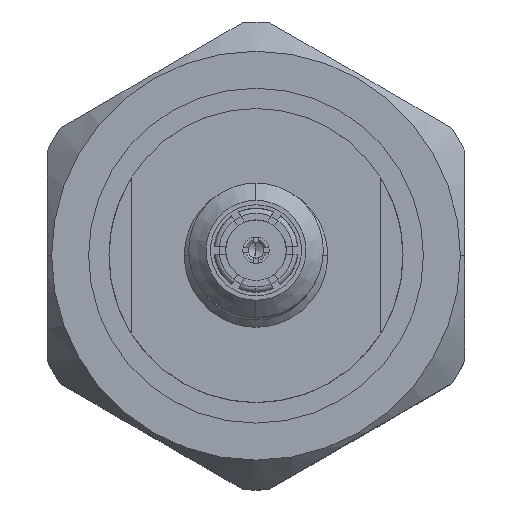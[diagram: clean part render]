
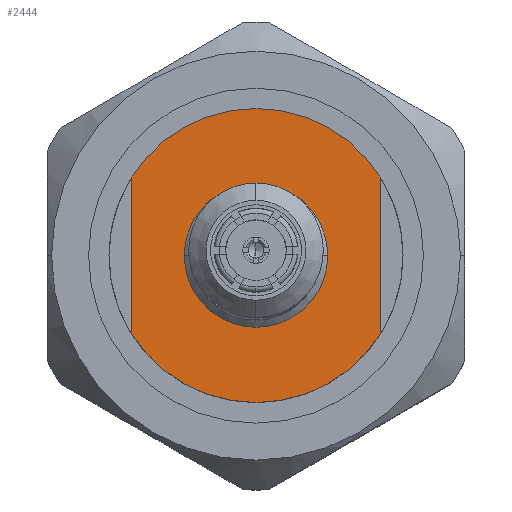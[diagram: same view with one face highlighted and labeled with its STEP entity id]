
A CAD part, top view. The second image highlights one B-rep face of the part: STEP entity #2444.
In plain terms, the highlighted face is planar.
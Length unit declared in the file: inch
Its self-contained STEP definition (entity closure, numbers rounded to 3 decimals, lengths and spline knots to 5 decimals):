
#169 = DIRECTION ( 'NONE',  ( 0., 1., 0. ) ) ;
#182 = CIRCLE ( 'NONE', #2213, 0.05368 ) ;
#257 = EDGE_CURVE ( 'NONE', #6107, #1036, #5389, .T. ) ;
#475 = CARTESIAN_POINT ( 'NONE',  ( 0.42, 0., 0. ) ) ;
#562 = CARTESIAN_POINT ( 'NONE',  ( 0.42, 0.11, -0.0935 ) ) ;
#601 = DIRECTION ( 'NONE',  ( -1., 0., 0. ) ) ;
#746 = VECTOR ( 'NONE', #169, 39.37008 ) ;
#1036 = VERTEX_POINT ( 'NONE', #4348 ) ;
#1089 = ORIENTED_EDGE ( 'NONE', *, *, #4169, .T. ) ;
#1144 = DIRECTION ( 'NONE',  ( 0., -1., 0. ) ) ;
#1308 = EDGE_CURVE ( 'NONE', #8105, #6107, #1412, .T. ) ;
#1412 = CIRCLE ( 'NONE', #1702, 0.11 ) ;
#1442 = CARTESIAN_POINT ( 'NONE',  ( 0.42, 0., 0. ) ) ;
#1702 = AXIS2_PLACEMENT_3D ( 'NONE', #4739, #5377, #4117 ) ;
#1898 = ORIENTED_EDGE ( 'NONE', *, *, #4613, .F. ) ;
#2050 = PLANE ( 'NONE',  #7234 ) ;
#2213 = AXIS2_PLACEMENT_3D ( 'NONE', #2799, #7722, #3484 ) ;
#2298 = VERTEX_POINT ( 'NONE', #5648 ) ;
#2351 = CARTESIAN_POINT ( 'NONE',  ( 0.42, -0.05795, 0.0935 ) ) ;
#2444 = ADVANCED_FACE ( 'NONE', ( #6172, #2705 ), #2050, .F. ) ;
#2535 = DIRECTION ( 'NONE',  ( 0., 0., 1. ) ) ;
#2642 = DIRECTION ( 'NONE',  ( -1., 0., 0. ) ) ;
#2705 = FACE_OUTER_BOUND ( 'NONE', #6445, .T. ) ;
#2719 = DIRECTION ( 'NONE',  ( -1., 0., 0. ) ) ;
#2799 = CARTESIAN_POINT ( 'NONE',  ( 0.42, 0., 0. ) ) ;
#2807 = CARTESIAN_POINT ( 'NONE',  ( 0.42, 0.05795, -0.0935 ) ) ;
#2918 = EDGE_LOOP ( 'NONE', ( #1089, #4734 ) ) ;
#3111 = ORIENTED_EDGE ( 'NONE', *, *, #257, .F. ) ;
#3167 = ORIENTED_EDGE ( 'NONE', *, *, #1308, .F. ) ;
#3484 = DIRECTION ( 'NONE',  ( 0., 0., 1. ) ) ;
#3666 = CARTESIAN_POINT ( 'NONE',  ( 0.42, 0.05795, 0.0935 ) ) ;
#4055 = DIRECTION ( 'NONE',  ( 0., 0., 1. ) ) ;
#4117 = DIRECTION ( 'NONE',  ( 0., 0., 1. ) ) ;
#4169 = EDGE_CURVE ( 'NONE', #2298, #6012, #5792, .T. ) ;
#4296 = VERTEX_POINT ( 'NONE', #2351 ) ;
#4348 = CARTESIAN_POINT ( 'NONE',  ( 0.42, -0.05795, -0.0935 ) ) ;
#4613 = EDGE_CURVE ( 'NONE', #4296, #8105, #6284, .T. ) ;
#4715 = CIRCLE ( 'NONE', #6147, 0.11 ) ;
#4734 = ORIENTED_EDGE ( 'NONE', *, *, #5265, .T. ) ;
#4739 = CARTESIAN_POINT ( 'NONE',  ( 0.42, 0., 0. ) ) ;
#5265 = EDGE_CURVE ( 'NONE', #6012, #2298, #182, .T. ) ;
#5336 = DIRECTION ( 'NONE',  ( 0., 0., 1. ) ) ;
#5377 = DIRECTION ( 'NONE',  ( -1., 0., 0. ) ) ;
#5389 = LINE ( 'NONE', #562, #8090 ) ;
#5467 = CARTESIAN_POINT ( 'NONE',  ( 0.42, 0.11, 0. ) ) ;
#5648 = CARTESIAN_POINT ( 'NONE',  ( 0.42, 0., 0.05368 ) ) ;
#5792 = CIRCLE ( 'NONE', #8679, 0.05368 ) ;
#6012 = VERTEX_POINT ( 'NONE', #8952 ) ;
#6107 = VERTEX_POINT ( 'NONE', #2807 ) ;
#6147 = AXIS2_PLACEMENT_3D ( 'NONE', #475, #2719, #2535 ) ;
#6172 = FACE_BOUND ( 'NONE', #2918, .T. ) ;
#6284 = LINE ( 'NONE', #7009, #746 ) ;
#6445 = EDGE_LOOP ( 'NONE', ( #3111, #3167, #1898, #8486 ) ) ;
#7009 = CARTESIAN_POINT ( 'NONE',  ( 0.42, 0.11, 0.0935 ) ) ;
#7234 = AXIS2_PLACEMENT_3D ( 'NONE', #5467, #601, #5336 ) ;
#7310 = EDGE_CURVE ( 'NONE', #1036, #4296, #4715, .T. ) ;
#7722 = DIRECTION ( 'NONE',  ( -1., 0., 0. ) ) ;
#8090 = VECTOR ( 'NONE', #1144, 39.37008 ) ;
#8105 = VERTEX_POINT ( 'NONE', #3666 ) ;
#8486 = ORIENTED_EDGE ( 'NONE', *, *, #7310, .F. ) ;
#8679 = AXIS2_PLACEMENT_3D ( 'NONE', #1442, #2642, #4055 ) ;
#8952 = CARTESIAN_POINT ( 'NONE',  ( 0.42, 0., -0.05368 ) ) ;
